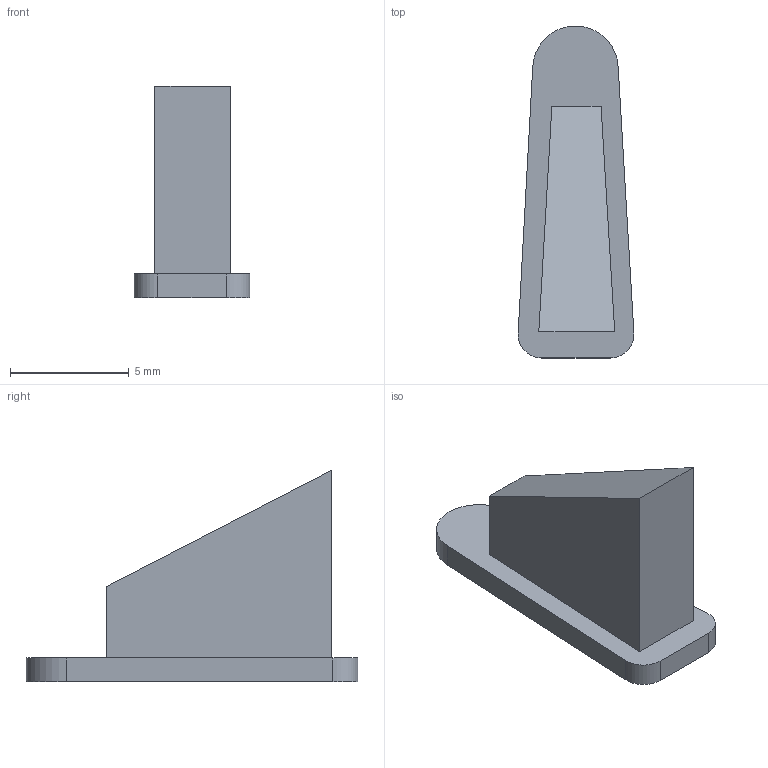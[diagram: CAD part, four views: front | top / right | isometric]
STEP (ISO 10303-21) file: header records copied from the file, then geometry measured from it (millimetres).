
FILE_DESCRIPTION((''),'2;1');
FILE_NAME('Z-16-1F_ASM','2021-05-10T',('marketing.praksa'),('Audax d.o.o.'),'CREO PARAMETRIC BY PTC INC, 2017480','CREO PARAMETRIC BY PTC INC, 2017480','');
FILE_SCHEMA(('AUTOMOTIVE_DESIGN { 1 0 10303 214 1 1 1 1 }'));
Products named in the file (3): PRT9507; PRT9508; Z-16-1F_ASM
Assembly tree (2 placements, depth 2):
  Z-16-1F_ASM
    PRT9507
    PRT9508
Bounding box: 4.88 x 14 x 8.91 mm (x, y, z)
Volume: 197.9 mm3; surface area: 309.2 mm2
Topology: 4 solids, 4 shells, 120 faces, 328 edges, 220 vertices
Faces by surface type: plane 68, cylinder 52
Entity records: 6008 total; most frequent: CARTESIAN_POINT 711, DIRECTION 672, ORIENTED_EDGE 656, PRESENTATION_STYLE_ASSIGNMENT 452, STYLED_ITEM 452, CURVE_STYLE 328, EDGE_CURVE 328, AXIS2_PLACEMENT_3D 226
